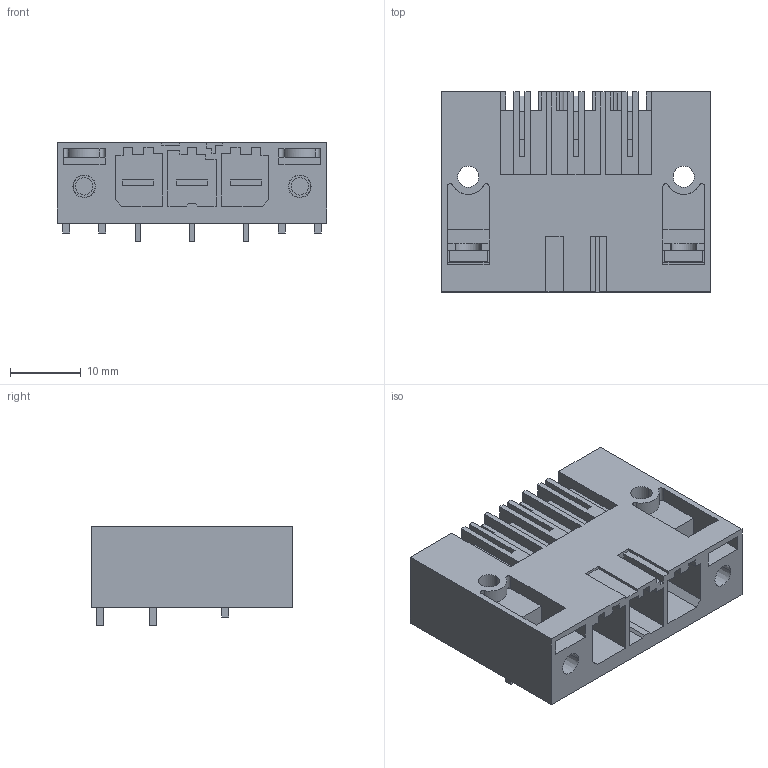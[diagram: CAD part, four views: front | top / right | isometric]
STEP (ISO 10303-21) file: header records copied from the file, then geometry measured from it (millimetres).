
FILE_DESCRIPTION(('CATIA V5 STEP','CAx-IF Rec.Pracs.--- Model Styling and Organization---1.4--- 2014-01-23'),'2;1');
FILE_NAME ('165058-5_0_2499690000_2499690000.stp','2023-09-25T08:21:13+00:00',('none'),('Weidmueller'),'CATIA Version 5-6 Release 2016 SP3 HF44','CATIA V5 STEP AP214','none');
FILE_SCHEMA(('AUTOMOTIVE_DESIGN { 1 0 10303 214 1 1 1 1 }'));
Length unit declared in the file: millimetre
Products named in the file (1): 2499690000
Bounding box: 38.1 x 28.3 x 14 mm (x, y, z)
Volume: 7299.1 mm3; surface area: 8864.2 mm2
Topology: 10 solids, 10 shells, 451 faces, 1289 edges, 869 vertices
Faces by surface type: plane 415, cylinder 32, cone 4
Entity records: 13988 total; most frequent: CARTESIAN_POINT 2583, ORIENTED_EDGE 2578, DIRECTION 1946, EDGE_CURVE 1289, VECTOR 1202, LINE 1202, VERTEX_POINT 869, EDGE_LOOP 484
